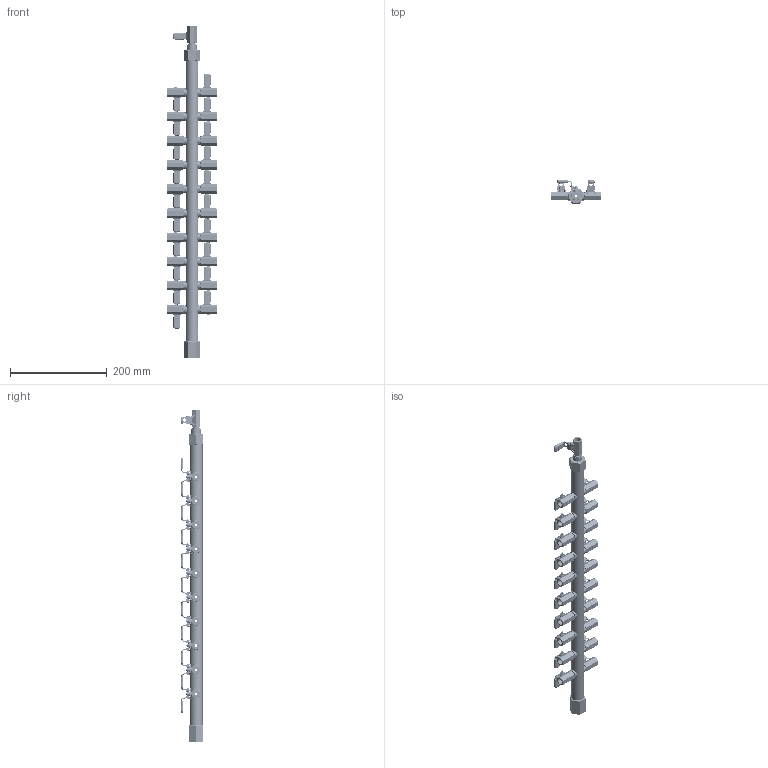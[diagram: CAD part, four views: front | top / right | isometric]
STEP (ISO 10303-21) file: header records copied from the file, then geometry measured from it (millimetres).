
FILE_DESCRIPTION (( 'STEP AP214' ), '1' );
FILE_NAME ('AH34RP20DL-14RVS 20 Way Double Sided Manifold - Venting.STEP', '2024-10-28T20:29:42', ( '' ), ( '' ), 'SwSTEP 2.0', 'SolidWorks 2022', '' );
FILE_SCHEMA (( 'AUTOMOTIVE_DESIGN' ));
Length unit declared in the file: millimetre
Products named in the file (19): m5 Nut; Lever; SLIDE_LOCK; 3-4 BSPT Coupler; STEM; 5mm Nylon Washer; F-CAP; AH34RP20DL-14RVS 20 Way Double Sided Manifold - Venting; 5mm SS Washer; Manifold Adaptor; AH34RP20DL-14RVS AH34 Series 20 Way Double Sided Manifold; D1T-HL Valve Body_Venting; D1T-HL red sleeve_D1T-HL Closed; D1T-HL Valve Body; BACK_P; White letter colouring block; 5mm SS Lock Washer; D1T-HL Handle Cover; D1T-HL red sleeve_Venting Iso
Assembly tree (50 placements, depth 3):
  AH34RP20DL-14RVS 20 Way Double Sided Manifold - Venting
    AH34RP20DL-14RVS AH34 Series 20 Way Double Sided Manifold
    Manifold Adaptor
    D1T-HL red sleeve_D1T-HL Closed
      D1T-HL Valve Body
      STEM
      BACK_P
      F-CAP
      SLIDE_LOCK
      Lever
      5mm Nylon Washer
      5mm SS Washer  x2
      5mm SS Lock Washer
      m5 Nut
      D1T-HL Handle Cover
      White letter colouring block
    D1T-HL red sleeve_Venting Iso  x20
      D1T-HL Valve Body_Venting
      STEM
      BACK_P
      F-CAP
      SLIDE_LOCK
      Lever
      5mm Nylon Washer
      5mm SS Washer
      5mm SS Lock Washer
      m5 Nut
      D1T-HL Handle Cover
      White letter colouring block
    3-4 BSPT Coupler
Bounding box: 104.4 x 47.35 x 688 mm (x, y, z)
Volume: 453235 mm3; surface area: 351914.2 mm2
Topology: 339 solids, 339 shells, 11441 faces, 29058 edges, 18638 vertices
Faces by surface type: plane 5127, cylinder 3012, bspline 1864, torus 1092, cone 346
Entity records: 62529 total; most frequent: CARTESIAN_POINT 32685, ORIENTED_EDGE 5864, DIRECTION 4614, EDGE_CURVE 2932, VERTEX_POINT 1858, AXIS2_PLACEMENT_3D 1654, LINE 1306, VECTOR 1306
